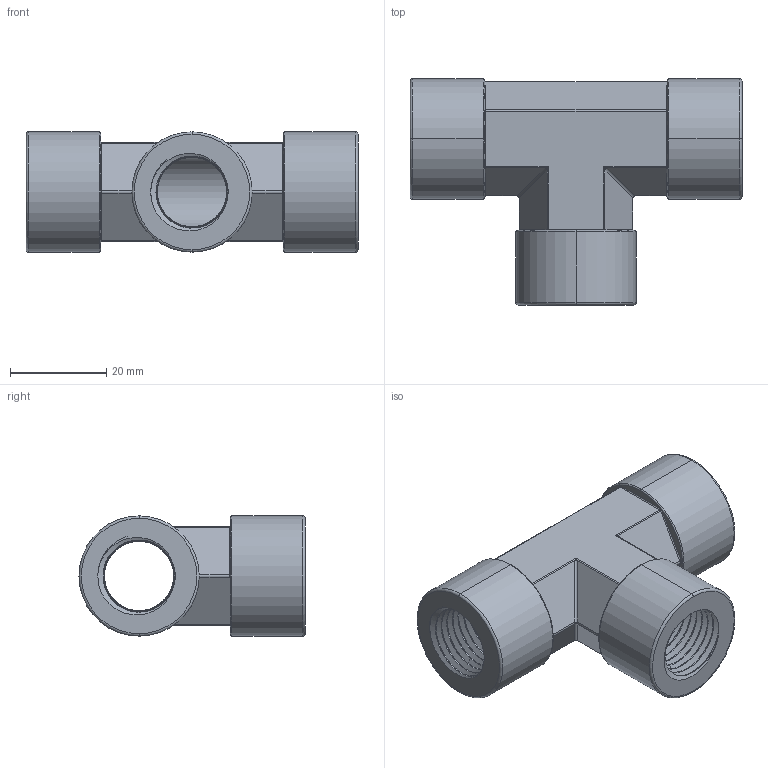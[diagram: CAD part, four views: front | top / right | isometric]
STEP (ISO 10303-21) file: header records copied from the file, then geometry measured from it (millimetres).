
FILE_DESCRIPTION((''),'2;1');
FILE_NAME('001_H-STA_MASTER','2025-07-07T15:50:36',('Administrator'),(''),'CREO PARAMETRIC BY PTC INC, 2020184','CREO PARAMETRIC BY PTC INC, 2020184','');
FILE_SCHEMA(('AUTOMOTIVE_DESIGN { 1 0 10303 214 1 1 1 1 }'));
Length unit declared in the file: millimetre
Products named in the file (1): 001_H-STA_MASTER
Bounding box: 69 x 47 x 25 mm (x, y, z)
Volume: 22372.7 mm3; surface area: 14146.1 mm2
Topology: 1 solids, 1 shells, 187 faces, 481 edges, 309 vertices
Faces by surface type: cone 54, cylinder 48, bspline 35, torus 26, plane 24
Entity records: 28437 total; most frequent: CARTESIAN_POINT 22668, ORIENTED_EDGE 942, DIRECTION 733, PRESENTATION_STYLE_ASSIGNMENT 483, STYLED_ITEM 483, CURVE_STYLE 482, EDGE_CURVE 471, VERTEX_POINT 288
